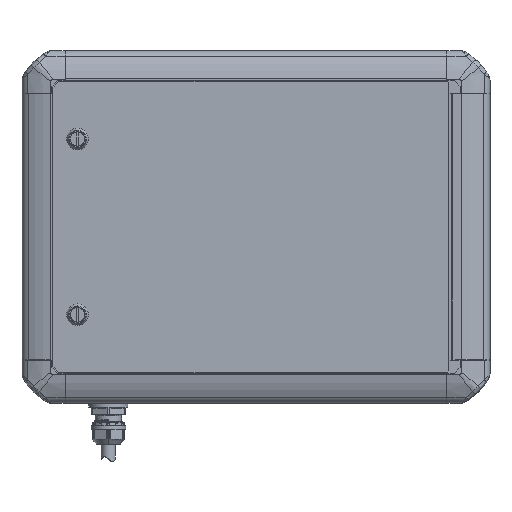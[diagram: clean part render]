
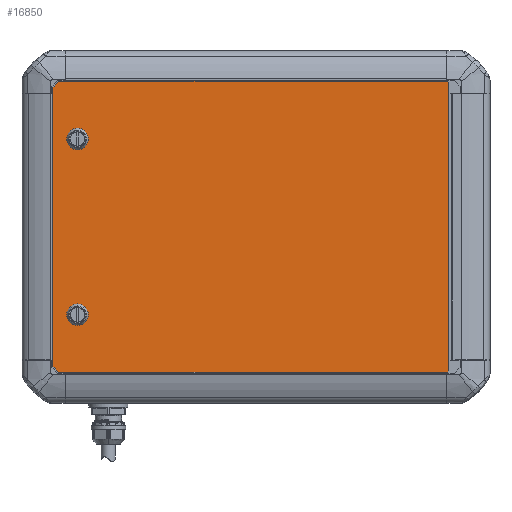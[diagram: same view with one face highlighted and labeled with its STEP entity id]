
A CAD part, top view. The second image highlights one B-rep face of the part: STEP entity #16850.
In plain terms, the highlighted planar face has unit normal (0, 0, 1).
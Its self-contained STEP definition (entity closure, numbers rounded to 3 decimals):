
#83 = DIRECTION ( 'NONE',  ( 0., 1., 0. ) ) ;
#641 = EDGE_CURVE ( 'NONE', #2465, #40225, #3027, .T. ) ;
#2197 = CARTESIAN_POINT ( 'NONE',  ( -137.5, 101., 2. ) ) ;
#2465 = VERTEX_POINT ( 'NONE', #28310 ) ;
#3027 = LINE ( 'NONE', #17741, #44050 ) ;
#3445 = VERTEX_POINT ( 'NONE', #41323 ) ;
#3476 = CARTESIAN_POINT ( 'NONE',  ( -120.5, 61., 2. ) ) ;
#3956 = DIRECTION ( 'NONE',  ( 0., 0., 1. ) ) ;
#4902 = VERTEX_POINT ( 'NONE', #34227 ) ;
#5369 = DIRECTION ( 'NONE',  ( 0.707, -0.707, 0. ) ) ;
#5447 = EDGE_CURVE ( 'NONE', #4902, #3445, #34581, .T. ) ;
#5554 = ORIENTED_EDGE ( 'NONE', *, *, #23616, .T. ) ;
#6286 = LINE ( 'NONE', #2197, #45055 ) ;
#6627 = VERTEX_POINT ( 'NONE', #30277 ) ;
#6887 = DIRECTION ( 'NONE',  ( -0.707, -0.707, 0. ) ) ;
#7143 = VECTOR ( 'NONE', #27573, 1000. ) ;
#9301 = CARTESIAN_POINT ( 'NONE',  ( -120.5, -53.5, 2. ) ) ;
#10289 = DIRECTION ( 'NONE',  ( 0., 0., 1. ) ) ;
#10690 = EDGE_CURVE ( 'NONE', #15860, #6627, #27463, .T. ) ;
#11674 = DIRECTION ( 'NONE',  ( 0., -1., 0. ) ) ;
#12845 = EDGE_CURVE ( 'NONE', #23654, #4902, #13994, .T. ) ;
#13149 = VECTOR ( 'NONE', #17370, 1000. ) ;
#13691 = EDGE_CURVE ( 'NONE', #40225, #20595, #38033, .T. ) ;
#13994 = LINE ( 'NONE', #18321, #13149 ) ;
#14026 = EDGE_CURVE ( 'NONE', #35851, #31695, #32509, .T. ) ;
#14354 = FACE_BOUND ( 'NONE', #28475, .T. ) ;
#15282 = CARTESIAN_POINT ( 'NONE',  ( -137.5, 101., 2. ) ) ;
#15573 = AXIS2_PLACEMENT_3D ( 'NONE', #25960, #3956, #25474 ) ;
#15860 = VERTEX_POINT ( 'NONE', #17980 ) ;
#16341 = ORIENTED_EDGE ( 'NONE', *, *, #14026, .F. ) ;
#16850 = ADVANCED_FACE ( 'NONE', ( #14354, #44588, #29098 ), #43869, .T. ) ;
#16960 = CARTESIAN_POINT ( 'NONE',  ( -120.5, -61., 2. ) ) ;
#17361 = CARTESIAN_POINT ( 'NONE',  ( -120.5, -61., 2. ) ) ;
#17370 = DIRECTION ( 'NONE',  ( 0.707, 0.707, 0. ) ) ;
#17432 = VECTOR ( 'NONE', #39523, 1000. ) ;
#17685 = ORIENTED_EDGE ( 'NONE', *, *, #26641, .F. ) ;
#17741 = CARTESIAN_POINT ( 'NONE',  ( -236.5, -2., 2. ) ) ;
#17980 = CARTESIAN_POINT ( 'NONE',  ( -120.5, 68.5, 2. ) ) ;
#18202 = DIRECTION ( 'NONE',  ( 0., 0., 1. ) ) ;
#18321 = CARTESIAN_POINT ( 'NONE',  ( -0.5, -238., 2. ) ) ;
#18361 = EDGE_CURVE ( 'NONE', #29646, #2465, #6286, .T. ) ;
#18771 = DIRECTION ( 'NONE',  ( -0.707, 0.707, 0. ) ) ;
#20242 = CARTESIAN_POINT ( 'NONE',  ( -137.5, -97., 2. ) ) ;
#20595 = VERTEX_POINT ( 'NONE', #20242 ) ;
#20702 = ORIENTED_EDGE ( 'NONE', *, *, #12845, .T. ) ;
#21178 = CIRCLE ( 'NONE', #37435, 7.5 ) ;
#21419 = ORIENTED_EDGE ( 'NONE', *, *, #13691, .T. ) ;
#21708 = DIRECTION ( 'NONE',  ( 0., 1., 0. ) ) ;
#23587 = LINE ( 'NONE', #41987, #28565 ) ;
#23616 = EDGE_CURVE ( 'NONE', #40939, #23654, #40479, .T. ) ;
#23654 = VERTEX_POINT ( 'NONE', #43382 ) ;
#24831 = EDGE_CURVE ( 'NONE', #6627, #15860, #30653, .T. ) ;
#25248 = AXIS2_PLACEMENT_3D ( 'NONE', #3476, #18202, #83 ) ;
#25285 = DIRECTION ( 'NONE',  ( 0., 1., 0. ) ) ;
#25474 = DIRECTION ( 'NONE',  ( 1., 0., 0. ) ) ;
#25920 = AXIS2_PLACEMENT_3D ( 'NONE', #44395, #10289, #25285 ) ;
#25960 = CARTESIAN_POINT ( 'NONE',  ( -137.5, -101., 2. ) ) ;
#26641 = EDGE_CURVE ( 'NONE', #31695, #35851, #21178, .T. ) ;
#26644 = CARTESIAN_POINT ( 'NONE',  ( -137.5, 97., 2. ) ) ;
#26709 = ORIENTED_EDGE ( 'NONE', *, *, #5447, .T. ) ;
#26784 = ORIENTED_EDGE ( 'NONE', *, *, #33994, .T. ) ;
#27169 = CARTESIAN_POINT ( 'NONE',  ( -133.5, -101., 2. ) ) ;
#27463 = CIRCLE ( 'NONE', #25920, 7.5 ) ;
#27573 = DIRECTION ( 'NONE',  ( 0., 1., 0. ) ) ;
#27762 = CARTESIAN_POINT ( 'NONE',  ( -120.5, -68.5, 2. ) ) ;
#27775 = ORIENTED_EDGE ( 'NONE', *, *, #641, .T. ) ;
#27835 = CARTESIAN_POINT ( 'NONE',  ( 136.5, 101., 2. ) ) ;
#28232 = ORIENTED_EDGE ( 'NONE', *, *, #10690, .F. ) ;
#28310 = CARTESIAN_POINT ( 'NONE',  ( -133.5, 101., 2. ) ) ;
#28475 = EDGE_LOOP ( 'NONE', ( #28232, #31629 ) ) ;
#28486 = DIRECTION ( 'NONE',  ( 0., 0., 1. ) ) ;
#28565 = VECTOR ( 'NONE', #18771, 1000. ) ;
#29098 = FACE_BOUND ( 'NONE', #42539, .T. ) ;
#29646 = VERTEX_POINT ( 'NONE', #27835 ) ;
#30150 = VECTOR ( 'NONE', #11674, 1000. ) ;
#30277 = CARTESIAN_POINT ( 'NONE',  ( -120.5, 53.5, 2. ) ) ;
#30653 = CIRCLE ( 'NONE', #25248, 7.5 ) ;
#30989 = LINE ( 'NONE', #43267, #35451 ) ;
#31189 = CARTESIAN_POINT ( 'NONE',  ( 137.5, 101., 2. ) ) ;
#31629 = ORIENTED_EDGE ( 'NONE', *, *, #24831, .F. ) ;
#31695 = VERTEX_POINT ( 'NONE', #27762 ) ;
#31723 = DIRECTION ( 'NONE',  ( 0., 0., 1. ) ) ;
#32509 = CIRCLE ( 'NONE', #42580, 7.5 ) ;
#33994 = EDGE_CURVE ( 'NONE', #20595, #40939, #30989, .T. ) ;
#34227 = CARTESIAN_POINT ( 'NONE',  ( 137.5, -100., 2. ) ) ;
#34581 = LINE ( 'NONE', #31189, #7143 ) ;
#34711 = ORIENTED_EDGE ( 'NONE', *, *, #18361, .T. ) ;
#35451 = VECTOR ( 'NONE', #5369, 1000. ) ;
#35851 = VERTEX_POINT ( 'NONE', #9301 ) ;
#36330 = ORIENTED_EDGE ( 'NONE', *, *, #43564, .T. ) ;
#37435 = AXIS2_PLACEMENT_3D ( 'NONE', #16960, #31723, #46509 ) ;
#38033 = LINE ( 'NONE', #15282, #30150 ) ;
#39194 = DIRECTION ( 'NONE',  ( -1., 0., 0. ) ) ;
#39523 = DIRECTION ( 'NONE',  ( 1., 0., 0. ) ) ;
#40225 = VERTEX_POINT ( 'NONE', #26644 ) ;
#40479 = LINE ( 'NONE', #43145, #17432 ) ;
#40939 = VERTEX_POINT ( 'NONE', #27169 ) ;
#41323 = CARTESIAN_POINT ( 'NONE',  ( 137.5, 100., 2. ) ) ;
#41363 = EDGE_LOOP ( 'NONE', ( #21419, #26784, #5554, #20702, #26709, #36330, #34711, #27775 ) ) ;
#41987 = CARTESIAN_POINT ( 'NONE',  ( 100.5, 137., 2. ) ) ;
#42539 = EDGE_LOOP ( 'NONE', ( #16341, #17685 ) ) ;
#42580 = AXIS2_PLACEMENT_3D ( 'NONE', #17361, #28486, #21708 ) ;
#43145 = CARTESIAN_POINT ( 'NONE',  ( -137.5, -101., 2. ) ) ;
#43267 = CARTESIAN_POINT ( 'NONE',  ( -135.5, -99., 2. ) ) ;
#43382 = CARTESIAN_POINT ( 'NONE',  ( 136.5, -101., 2. ) ) ;
#43564 = EDGE_CURVE ( 'NONE', #3445, #29646, #23587, .T. ) ;
#43869 = PLANE ( 'NONE',  #15573 ) ;
#44050 = VECTOR ( 'NONE', #6887, 1000. ) ;
#44395 = CARTESIAN_POINT ( 'NONE',  ( -120.5, 61., 2. ) ) ;
#44588 = FACE_OUTER_BOUND ( 'NONE', #41363, .T. ) ;
#45055 = VECTOR ( 'NONE', #39194, 1000. ) ;
#46509 = DIRECTION ( 'NONE',  ( 0., 1., 0. ) ) ;
